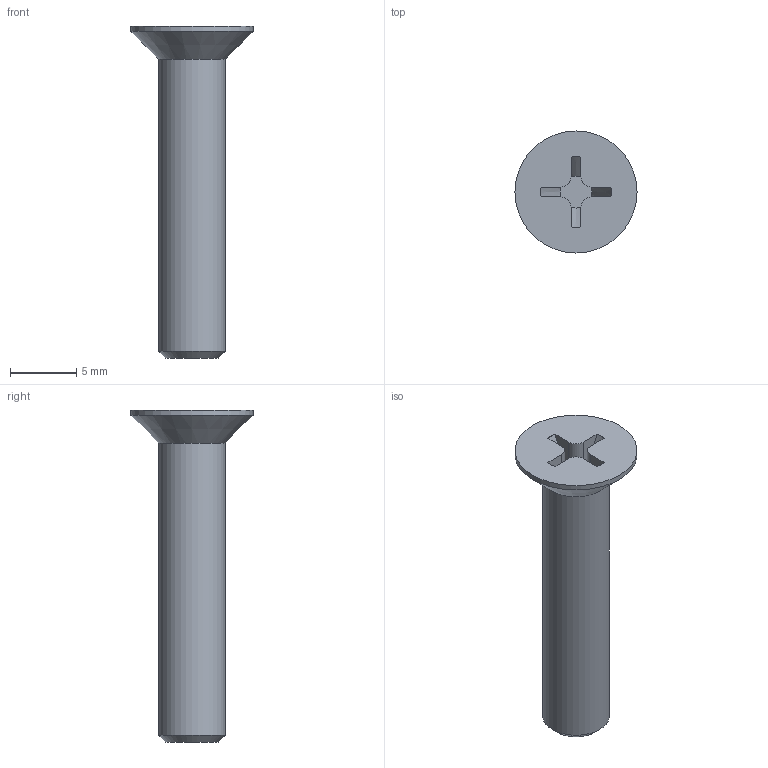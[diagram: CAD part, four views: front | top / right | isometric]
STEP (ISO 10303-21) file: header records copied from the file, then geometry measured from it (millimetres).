
FILE_DESCRIPTION(/* description */ (''),/* implementation_level */ '2;1');
FILE_NAME(/* name */ 'cross_recessed_phillips_countersunk_flat_head_M5x25.step',/* time_stamp */ '2024-03-26T12:28:20+01:00',/* author */ (''),/* organization */ (''),/* preprocessor_version */ 'ST-DEVELOPER v20',/* originating_system */ 'Autodesk Translation Framework v12.20.1.177',/* authorisation */ '');
FILE_SCHEMA (('AUTOMOTIVE_DESIGN { 1 0 10303 214 3 1 1 }'));
Length unit declared in the file: millimetre
Products named in the file (1): cross_recessed_phillips_countersunk_flat_head_M5x25
Bounding box: 9.2 x 9.2 x 25 mm (x, y, z)
Volume: 533.7 mm3; surface area: 553.8 mm2
Topology: 1 solids, 1 shells, 27 faces, 69 edges, 45 vertices
Faces by surface type: plane 15, cylinder 6, cone 6
Full cylindrical faces by diameter (mm): 5 x1, 9.2 x1
Entity records: 1330 total; most frequent: CARTESIAN_POINT 606, ORIENTED_EDGE 138, DIRECTION 138, EDGE_CURVE 69, AXIS2_PLACEMENT_3D 53, VERTEX_POINT 45, LINE 32, VECTOR 32
